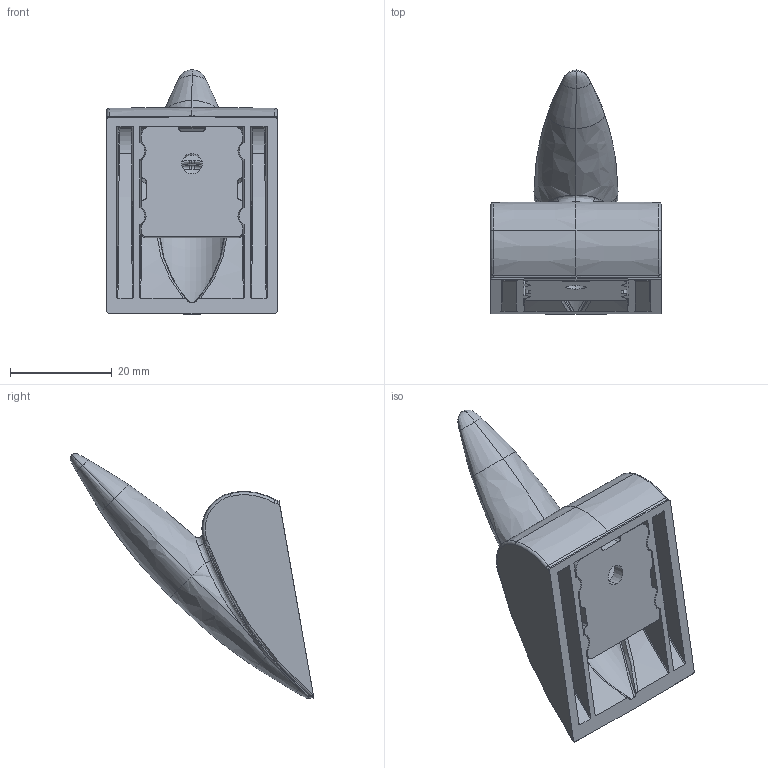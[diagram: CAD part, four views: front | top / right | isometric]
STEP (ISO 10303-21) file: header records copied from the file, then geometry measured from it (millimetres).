
FILE_DESCRIPTION(('Creo Elements/Direct Modeling STEP Export'),'2;1');
FILE_NAME('01019.stp','2024-04-17T11:41:05',(''),(''),'Creo Elements/Direct Modeling STEP processor for AP214 (Solid Model)','Creo Elements/Direct Modeling 20.0 12-Nov-2016 (C) Parametric Technology GmbH','');
FILE_SCHEMA(('AUTOMOTIVE_DESIGN { 1 0 10303 214 1 1 1 1 }'));
Products named in the file (4): Hakenteil; Hakenanschraubteil
Assembly tree (2 placements, depth 2):
  Hakenteil
    Hakenteil
  Hakenanschraubteil
    Hakenanschraubteil
Bounding box: 33.5 x 47.84 x 48.12 mm (x, y, z)
Volume: 10965.5 mm3; surface area: 9953.4 mm2
Topology: 2 solids, 2 shells, 291 faces, 726 edges, 421 vertices
Faces by surface type: bspline 138, cylinder 57, plane 53, cone 18, extrusion 11, torus 9, sphere 5
Entity records: 51231 total; most frequent: CARTESIAN_POINT 45799, ORIENTED_EDGE 1410, EDGE_CURVE 705, DIRECTION 661, VERTEX_POINT 421, B_SPLINE_CURVE_WITH_KNOTS 326, EDGE_LOOP 296, FACE_OUTER_BOUND 291
